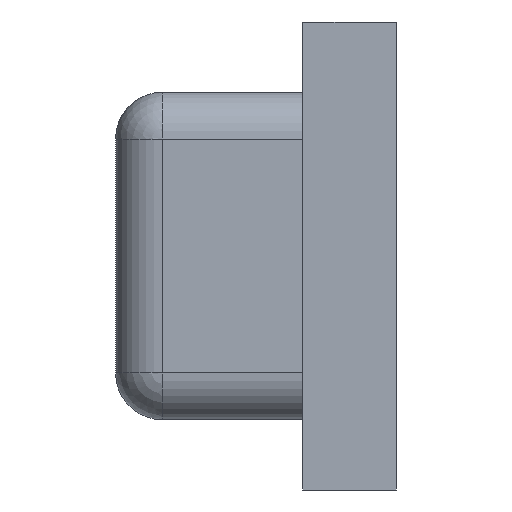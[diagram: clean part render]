
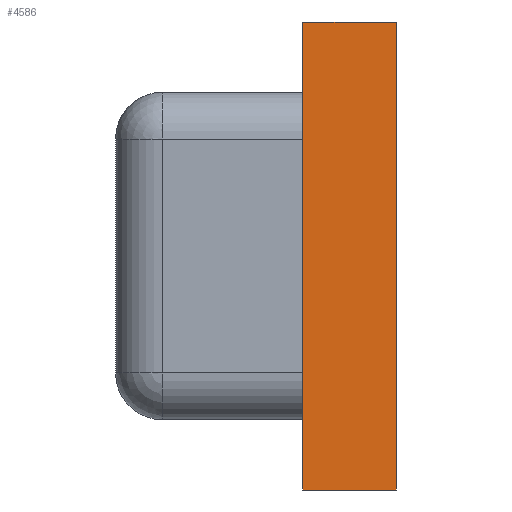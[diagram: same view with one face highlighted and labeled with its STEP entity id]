
A CAD part, left-side view. The second image highlights one B-rep face of the part: STEP entity #4586.
In plain terms, the highlighted planar face has unit normal (-1, 0, 0).
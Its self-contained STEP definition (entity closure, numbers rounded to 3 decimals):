
#131 = LINE ( 'NONE', #6160, #213 ) ;
#213 = VECTOR ( 'NONE', #6382, 1000. ) ;
#361 = ORIENTED_EDGE ( 'NONE', *, *, #5015, .F. ) ;
#473 = CARTESIAN_POINT ( 'NONE',  ( -2.25, 0.4, 1. ) ) ;
#860 = ORIENTED_EDGE ( 'NONE', *, *, #3646, .F. ) ;
#908 = LINE ( 'NONE', #943, #2001 ) ;
#943 = CARTESIAN_POINT ( 'NONE',  ( -2.25, 0., 1. ) ) ;
#984 = PLANE ( 'NONE',  #2893 ) ;
#1019 = DIRECTION ( 'NONE',  ( 1., 0., 0. ) ) ;
#1094 = CARTESIAN_POINT ( 'NONE',  ( -2.25, 0., 1. ) ) ;
#1179 = CARTESIAN_POINT ( 'NONE',  ( -2.25, 0.4, 1. ) ) ;
#1287 = VECTOR ( 'NONE', #5268, 1000. ) ;
#2001 = VECTOR ( 'NONE', #5314, 1000. ) ;
#2312 = LINE ( 'NONE', #3382, #7009 ) ;
#2893 = AXIS2_PLACEMENT_3D ( 'NONE', #5924, #1019, #4187 ) ;
#3382 = CARTESIAN_POINT ( 'NONE',  ( -2.25, 0.4, -1. ) ) ;
#3546 = VERTEX_POINT ( 'NONE', #1179 ) ;
#3646 = EDGE_CURVE ( 'NONE', #6133, #3546, #131, .T. ) ;
#3894 = DIRECTION ( 'NONE',  ( 0., -1., 0. ) ) ;
#3898 = CARTESIAN_POINT ( 'NONE',  ( -2.25, 0.4, -1. ) ) ;
#4057 = VERTEX_POINT ( 'NONE', #6170 ) ;
#4176 = LINE ( 'NONE', #473, #1287 ) ;
#4187 = DIRECTION ( 'NONE',  ( 0., 0., -1. ) ) ;
#4528 = ORIENTED_EDGE ( 'NONE', *, *, #6047, .T. ) ;
#4586 = ADVANCED_FACE ( 'NONE', ( #5892 ), #984, .F. ) ;
#4731 = VERTEX_POINT ( 'NONE', #1094 ) ;
#5015 = EDGE_CURVE ( 'NONE', #3546, #4731, #4176, .T. ) ;
#5073 = ORIENTED_EDGE ( 'NONE', *, *, #5108, .T. ) ;
#5108 = EDGE_CURVE ( 'NONE', #6133, #4057, #2312, .T. ) ;
#5268 = DIRECTION ( 'NONE',  ( 0., -1., 0. ) ) ;
#5314 = DIRECTION ( 'NONE',  ( 0., 0., 1. ) ) ;
#5892 = FACE_OUTER_BOUND ( 'NONE', #6707, .T. ) ;
#5924 = CARTESIAN_POINT ( 'NONE',  ( -2.25, 0.4, 1. ) ) ;
#6047 = EDGE_CURVE ( 'NONE', #4057, #4731, #908, .T. ) ;
#6133 = VERTEX_POINT ( 'NONE', #3898 ) ;
#6160 = CARTESIAN_POINT ( 'NONE',  ( -2.25, 0.4, 1. ) ) ;
#6170 = CARTESIAN_POINT ( 'NONE',  ( -2.25, 0., -1. ) ) ;
#6382 = DIRECTION ( 'NONE',  ( 0., 0., 1. ) ) ;
#6707 = EDGE_LOOP ( 'NONE', ( #4528, #361, #860, #5073 ) ) ;
#7009 = VECTOR ( 'NONE', #3894, 1000. ) ;
